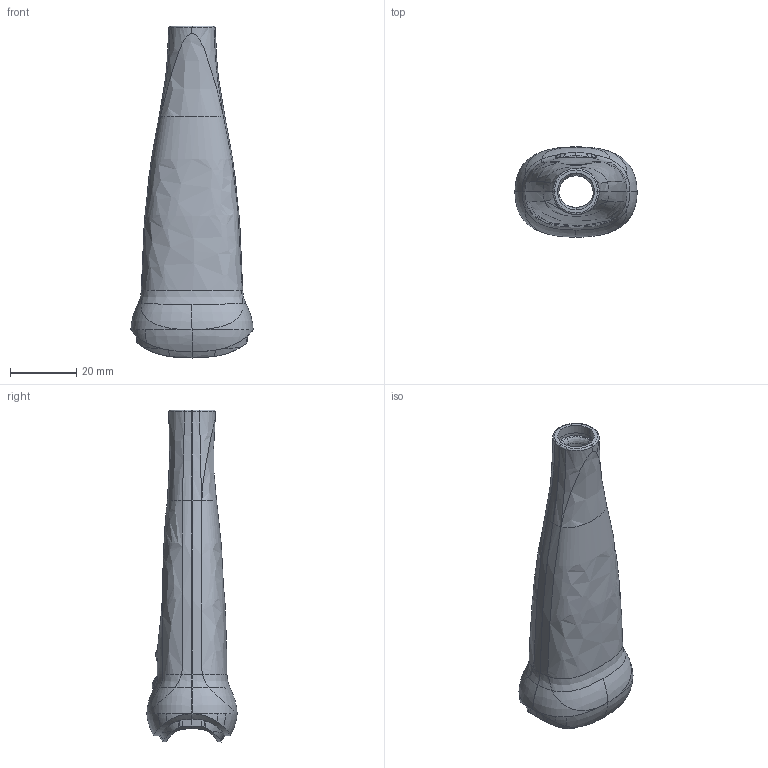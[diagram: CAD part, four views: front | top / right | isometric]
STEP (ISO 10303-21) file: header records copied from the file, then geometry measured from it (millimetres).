
FILE_DESCRIPTION(('STEP AP214'),'1');
FILE_NAME('11,2.stp','2016-05-13T14:26:49',(' '),(' '),'Spatial InterOp 3D',' ',' ');
FILE_SCHEMA(('automotive_design'));
Length unit declared in the file: millimetre
Products named in the file (3): Poignée T2 up 36,9x23,3_Ø11,2; Poignée T2 down 36,9x23,3_Ø11,2
Assembly tree (2 placements, depth 2):
  (unnamed)
    Poignée T2 up 36,9x23,3_Ø11,2
    Poignée T2 down 36,9x23,3_Ø11,2
Bounding box: 36.92 x 27.28 x 100.34 mm (x, y, z)
Volume: 15207.5 mm3; surface area: 14629.1 mm2
Topology: 2 solids, 2 shells, 345 faces, 889 edges, 549 vertices
Faces by surface type: bspline 235, extrusion 62, plane 24, cylinder 16, sphere 8
Entity records: 26112 total; most frequent: CARTESIAN_POINT 17003, ORIENTED_EDGE 1770, EDGE_CURVE 885, B_SPLINE_CURVE_WITH_KNOTS 694, VERTEX_POINT 549, DIRECTION 511, EDGE_LOOP 350, STYLED_ITEM 345
